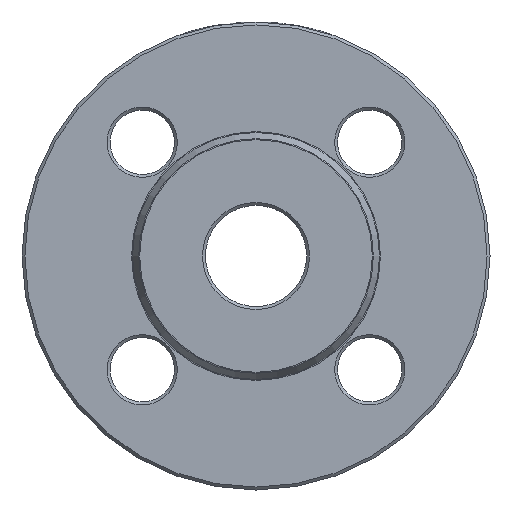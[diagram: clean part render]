
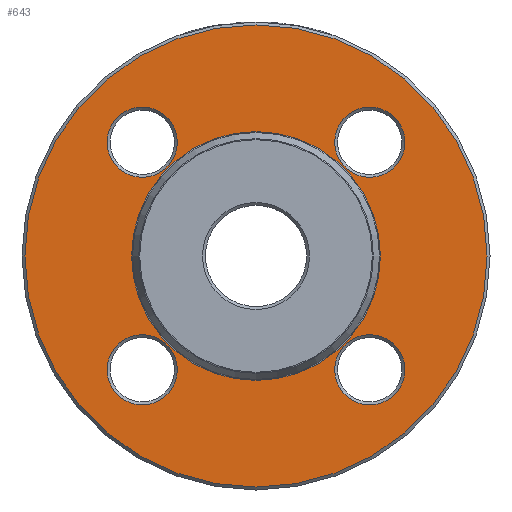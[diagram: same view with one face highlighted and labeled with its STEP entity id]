
A CAD part, left-side view. The second image highlights one B-rep face of the part: STEP entity #643.
In plain terms, the highlighted planar face has unit normal (-1, 0, 0).
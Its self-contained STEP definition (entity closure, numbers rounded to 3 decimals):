
#12 = CARTESIAN_POINT ( 'NONE',  ( 2., 0., 0. ) ) ;
#49 = DIRECTION ( 'NONE',  ( 0., 0., -1. ) ) ;
#81 = EDGE_CURVE ( 'NONE', #3279, #3279, #2063, .T. ) ;
#194 = AXIS2_PLACEMENT_3D ( 'NONE', #12, #336, #49 ) ;
#276 = CARTESIAN_POINT ( 'NONE',  ( 2., 19.445, 19.445 ) ) ;
#296 = CIRCLE ( 'NONE', #1433, 6. ) ;
#305 = EDGE_CURVE ( 'NONE', #810, #810, #3411, .T. ) ;
#313 = EDGE_LOOP ( 'NONE', ( #2753 ) ) ;
#336 = DIRECTION ( 'NONE',  ( -1., 0., 0. ) ) ;
#404 = EDGE_LOOP ( 'NONE', ( #2947 ) ) ;
#412 = CARTESIAN_POINT ( 'NONE',  ( 2., 19.445, -19.445 ) ) ;
#445 = CARTESIAN_POINT ( 'NONE',  ( 2., 19.445, -25.445 ) ) ;
#632 = EDGE_LOOP ( 'NONE', ( #2853 ) ) ;
#643 = ADVANCED_FACE ( 'NONE', ( #2345, #3639, #1787, #1504, #3067, #1372 ), #2320, .F. ) ;
#711 = EDGE_LOOP ( 'NONE', ( #1298 ) ) ;
#726 = CARTESIAN_POINT ( 'NONE',  ( 2., 25.445, 19.445 ) ) ;
#810 = VERTEX_POINT ( 'NONE', #445 ) ;
#870 = CARTESIAN_POINT ( 'NONE',  ( 2., -19.445, 19.445 ) ) ;
#933 = EDGE_CURVE ( 'NONE', #1369, #1369, #2923, .T. ) ;
#969 = DIRECTION ( 'NONE',  ( 1., 0., 0. ) ) ;
#1076 = DIRECTION ( 'NONE',  ( 1., 0., 0. ) ) ;
#1131 = CARTESIAN_POINT ( 'NONE',  ( 2., -25.445, -19.445 ) ) ;
#1210 = DIRECTION ( 'NONE',  ( 0., 1., 0. ) ) ;
#1298 = ORIENTED_EDGE ( 'NONE', *, *, #305, .T. ) ;
#1369 = VERTEX_POINT ( 'NONE', #2652 ) ;
#1372 = FACE_OUTER_BOUND ( 'NONE', #1799, .T. ) ;
#1433 = AXIS2_PLACEMENT_3D ( 'NONE', #1565, #969, #2223 ) ;
#1471 = EDGE_LOOP ( 'NONE', ( #3499 ) ) ;
#1504 = FACE_BOUND ( 'NONE', #711, .T. ) ;
#1565 = CARTESIAN_POINT ( 'NONE',  ( 2., -19.445, -19.445 ) ) ;
#1600 = AXIS2_PLACEMENT_3D ( 'NONE', #412, #1076, #1698 ) ;
#1653 = AXIS2_PLACEMENT_3D ( 'NONE', #870, #3723, #3093 ) ;
#1698 = DIRECTION ( 'NONE',  ( 0., 0., -1. ) ) ;
#1787 = FACE_BOUND ( 'NONE', #1471, .T. ) ;
#1799 = EDGE_LOOP ( 'NONE', ( #3427 ) ) ;
#1819 = CARTESIAN_POINT ( 'NONE',  ( 2., 0., -39.5 ) ) ;
#2063 = CIRCLE ( 'NONE', #2132, 6. ) ;
#2109 = VERTEX_POINT ( 'NONE', #3435 ) ;
#2124 = DIRECTION ( 'NONE',  ( 0., 0., -1. ) ) ;
#2132 = AXIS2_PLACEMENT_3D ( 'NONE', #276, #3455, #1210 ) ;
#2171 = DIRECTION ( 'NONE',  ( 1., 0., 0. ) ) ;
#2223 = DIRECTION ( 'NONE',  ( 0., -1., 0. ) ) ;
#2271 = AXIS2_PLACEMENT_3D ( 'NONE', #2738, #2171, #3742 ) ;
#2320 = PLANE ( 'NONE',  #3738 ) ;
#2345 = FACE_BOUND ( 'NONE', #404, .T. ) ;
#2365 = EDGE_CURVE ( 'NONE', #2716, #2716, #296, .T. ) ;
#2443 = CARTESIAN_POINT ( 'NONE',  ( 2., 21.155, 0. ) ) ;
#2652 = CARTESIAN_POINT ( 'NONE',  ( 2., -19.445, 25.445 ) ) ;
#2716 = VERTEX_POINT ( 'NONE', #1131 ) ;
#2738 = CARTESIAN_POINT ( 'NONE',  ( 2., 0., 0. ) ) ;
#2753 = ORIENTED_EDGE ( 'NONE', *, *, #3339, .T. ) ;
#2853 = ORIENTED_EDGE ( 'NONE', *, *, #933, .T. ) ;
#2923 = CIRCLE ( 'NONE', #1653, 6. ) ;
#2947 = ORIENTED_EDGE ( 'NONE', *, *, #2365, .T. ) ;
#3067 = FACE_BOUND ( 'NONE', #313, .T. ) ;
#3093 = DIRECTION ( 'NONE',  ( 0., 0., 1. ) ) ;
#3279 = VERTEX_POINT ( 'NONE', #726 ) ;
#3339 = EDGE_CURVE ( 'NONE', #2109, #2109, #3483, .T. ) ;
#3410 = VERTEX_POINT ( 'NONE', #1819 ) ;
#3411 = CIRCLE ( 'NONE', #1600, 6. ) ;
#3427 = ORIENTED_EDGE ( 'NONE', *, *, #4000, .T. ) ;
#3435 = CARTESIAN_POINT ( 'NONE',  ( 2., 0., -21.27 ) ) ;
#3455 = DIRECTION ( 'NONE',  ( 1., 0., 0. ) ) ;
#3483 = CIRCLE ( 'NONE', #2271, 21.27 ) ;
#3499 = ORIENTED_EDGE ( 'NONE', *, *, #81, .T. ) ;
#3543 = CIRCLE ( 'NONE', #194, 39.5 ) ;
#3639 = FACE_BOUND ( 'NONE', #632, .T. ) ;
#3723 = DIRECTION ( 'NONE',  ( 1., 0., 0. ) ) ;
#3738 = AXIS2_PLACEMENT_3D ( 'NONE', #2443, #3925, #2124 ) ;
#3742 = DIRECTION ( 'NONE',  ( 0., 0., -1. ) ) ;
#3925 = DIRECTION ( 'NONE',  ( 1., 0., 0. ) ) ;
#4000 = EDGE_CURVE ( 'NONE', #3410, #3410, #3543, .T. ) ;
